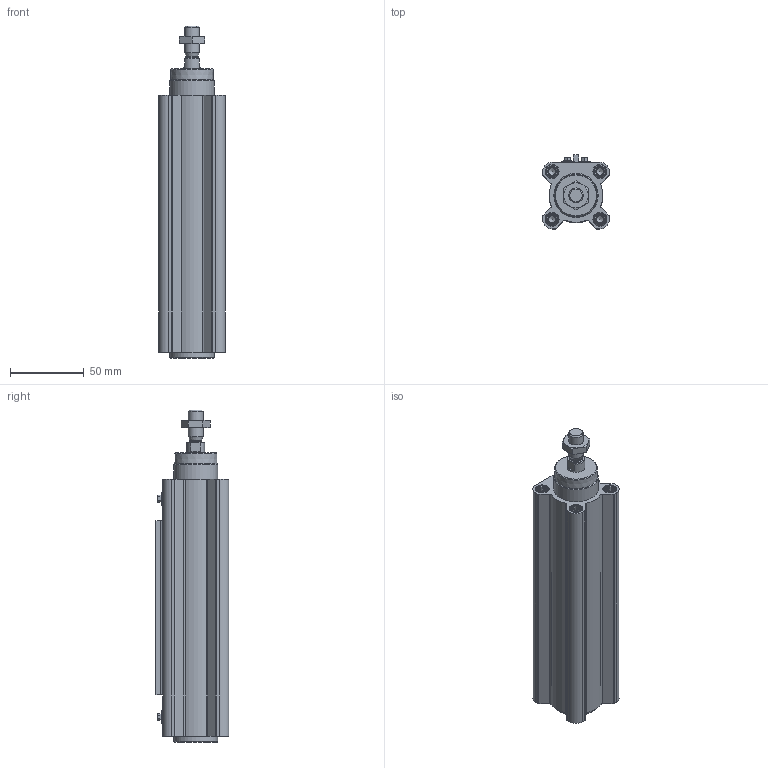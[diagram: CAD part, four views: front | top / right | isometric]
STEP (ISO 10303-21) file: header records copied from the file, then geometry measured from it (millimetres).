
FILE_DESCRIPTION(/* description */ ('STEP AP214'),/* implementation_level */ '2;1');
FILE_NAME(/* name */ '1773755_DSBF-C-32-80-PPVA-N3-R',/* time_stamp */ '2024-08-21T10:46:35+02:00',/* author */ ('License CC BY-ND 4.0'),/* organization */ ('CADENAS'),/* preprocessor_version */ 'ST-DEVELOPER v19.3',/* originating_system */ 'PARTsolutions',/* authorisation */ ' ');
FILE_SCHEMA (('AUTOMOTIVE_DESIGN {1 0 10303 214 3 1 1}'));
Length unit declared in the file: millimetre
Products named in the file (4): 1773755 DSBF-C-32-80-PPVA-N3-R---(0); 570077 DSBF-C-32-80-PPVA--R_(Z_0); 570077 DSBF-C-32-80_(K); DIN-439-B - M10x1.25(F)
Assembly tree (3 placements, depth 2):
  1773755 DSBF-C-32-80-PPVA-N3-R---(0)
    570077 DSBF-C-32-80-PPVA--R_(Z_0)
    570077 DSBF-C-32-80_(K)
    DIN-439-B - M10x1.25(F)
Bounding box: 45 x 50 x 225.1 mm (x, y, z)
Volume: 247625.7 mm3; surface area: 75251.3 mm2
Topology: 3 solids, 3 shells, 400 faces, 1020 edges, 664 vertices
Faces by surface type: plane 276, cylinder 68, cone 50, torus 6
Full cylindrical faces by diameter (mm): 4.917 x8, 5.4 x2, 6 x8, 8.2 x1, 8.566 x2, 8.647 x1, 9 x8, 9.5 x8, 10 x1, 12 x2, 30 x2, 32 x2
Entity records: 14213 total; most frequent: CARTESIAN_POINT 2649, ORIENTED_EDGE 1796, DIRECTION 1665, EDGE_CURVE 898, VERTEX_POINT 649, AXIS2_PLACEMENT_3D 584, FACE_BOUND 549, EDGE_LOOP 541
